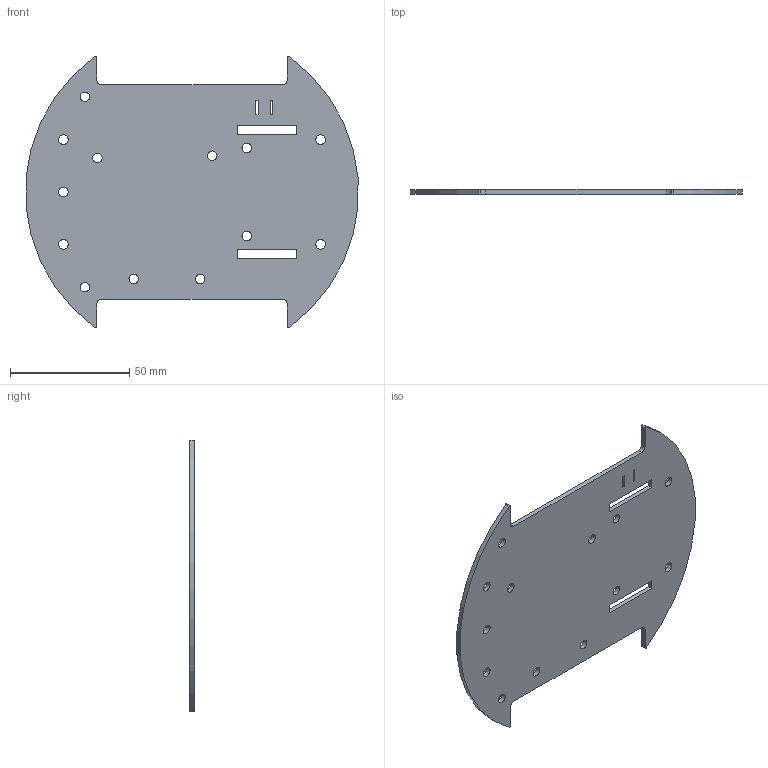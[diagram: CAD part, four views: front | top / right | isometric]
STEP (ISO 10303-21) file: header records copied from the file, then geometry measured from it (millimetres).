
FILE_DESCRIPTION(/* description */ (''),/* implementation_level */ '2;1');
FILE_NAME(/* name */ 'base 2.stp',/* time_stamp */ '2024-09-06T16:39:01-04:00',/* author */ ('Célio'),/* organization */ (''),/* preprocessor_version */ 'ST-DEVELOPER v20',/* originating_system */ 'Autodesk Inventor 2025',/* authorisation */ '');
FILE_SCHEMA (('AUTOMOTIVE_DESIGN { 1 0 10303 214 3 1 1 }'));
Length unit declared in the file: millimetre
Products named in the file (1): base 1
Bounding box: 139.48 x 2 x 113.96 mm (x, y, z)
Volume: 23329.2 mm3; surface area: 24888.9 mm2
Topology: 1 solids, 1 shells, 47 faces, 135 edges, 90 vertices
Faces by surface type: plane 24, cylinder 23
Full cylindrical faces by diameter (mm): 4 x13
Entity records: 1666 total; most frequent: DIRECTION 277, CARTESIAN_POINT 273, ORIENTED_EDGE 270, EDGE_CURVE 135, AXIS2_PLACEMENT_3D 94, VERTEX_POINT 90, LINE 89, VECTOR 89
